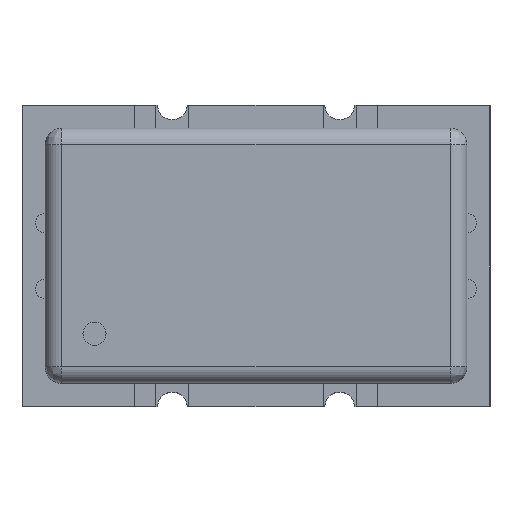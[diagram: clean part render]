
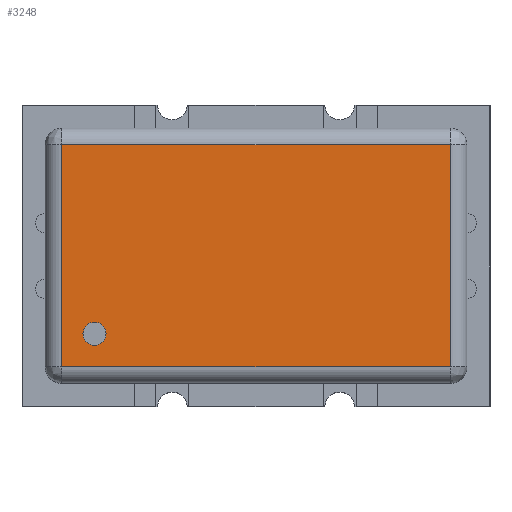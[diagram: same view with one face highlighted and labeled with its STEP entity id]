
A CAD part, top view. The second image highlights one B-rep face of the part: STEP entity #3248.
In plain terms, the highlighted planar face has unit normal (0, 0, 1).
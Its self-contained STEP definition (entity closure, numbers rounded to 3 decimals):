
#56 = VECTOR ( 'NONE', #4369, 1000. ) ;
#85 = CARTESIAN_POINT ( 'NONE',  ( 5.9, -5.37, 5.3 ) ) ;
#118 = EDGE_CURVE ( 'NONE', #6356, #5555, #2612, .T. ) ;
#156 = EDGE_CURVE ( 'NONE', #5555, #1663, #5366, .T. ) ;
#169 = ORIENTED_EDGE ( 'NONE', *, *, #3619, .T. ) ;
#297 = DIRECTION ( 'NONE',  ( 1., 0., 0. ) ) ;
#393 = CARTESIAN_POINT ( 'NONE',  ( -7.9, -3.37, 5.3 ) ) ;
#561 = EDGE_CURVE ( 'NONE', #1663, #613, #4937, .T. ) ;
#613 = VERTEX_POINT ( 'NONE', #2739 ) ;
#674 = EDGE_CURVE ( 'NONE', #613, #6356, #3921, .T. ) ;
#916 = CARTESIAN_POINT ( 'NONE',  ( 7.9, 3.37, 5.3 ) ) ;
#976 = FACE_BOUND ( 'NONE', #3042, .T. ) ;
#1081 = VECTOR ( 'NONE', #1245, 1000. ) ;
#1119 = VECTOR ( 'NONE', #4958, 1000. ) ;
#1245 = DIRECTION ( 'NONE',  ( -1., 0., 0. ) ) ;
#1354 = CARTESIAN_POINT ( 'NONE',  ( -4.9, -2.37, 5.3 ) ) ;
#1522 = CARTESIAN_POINT ( 'NONE',  ( 5.9, -3.37, 5.3 ) ) ;
#1660 = AXIS2_PLACEMENT_3D ( 'NONE', #1354, #4861, #1846 ) ;
#1663 = VERTEX_POINT ( 'NONE', #1522 ) ;
#1808 = CARTESIAN_POINT ( 'NONE',  ( -5.9, 3.37, 5.3 ) ) ;
#1846 = DIRECTION ( 'NONE',  ( 1., 0., 0. ) ) ;
#2305 = ORIENTED_EDGE ( 'NONE', *, *, #118, .F. ) ;
#2505 = CARTESIAN_POINT ( 'NONE',  ( -4.9, -2.37, 5.3 ) ) ;
#2555 = CARTESIAN_POINT ( 'NONE',  ( 5.9, 3.37, 5.3 ) ) ;
#2591 = DIRECTION ( 'NONE',  ( 0., -1., 0. ) ) ;
#2612 = LINE ( 'NONE', #916, #1119 ) ;
#2739 = CARTESIAN_POINT ( 'NONE',  ( -5.9, -3.37, 5.3 ) ) ;
#2842 = ORIENTED_EDGE ( 'NONE', *, *, #674, .F. ) ;
#2926 = CIRCLE ( 'NONE', #1660, 0.35 ) ;
#3001 = DIRECTION ( 'NONE',  ( 1., 0., 0. ) ) ;
#3042 = EDGE_LOOP ( 'NONE', ( #4074, #169 ) ) ;
#3248 = ADVANCED_FACE ( 'NONE', ( #976, #5171 ), #4306, .T. ) ;
#3293 = DIRECTION ( 'NONE',  ( 0., 0., 1. ) ) ;
#3355 = CARTESIAN_POINT ( 'NONE',  ( -5.9, 5.37, 5.3 ) ) ;
#3619 = EDGE_CURVE ( 'NONE', #4564, #5978, #6224, .T. ) ;
#3921 = LINE ( 'NONE', #3355, #56 ) ;
#3942 = EDGE_CURVE ( 'NONE', #5978, #4564, #2926, .T. ) ;
#4027 = AXIS2_PLACEMENT_3D ( 'NONE', #6304, #3293, #297 ) ;
#4074 = ORIENTED_EDGE ( 'NONE', *, *, #3942, .T. ) ;
#4306 = PLANE ( 'NONE',  #4027 ) ;
#4369 = DIRECTION ( 'NONE',  ( 0., 1., 0. ) ) ;
#4410 = ORIENTED_EDGE ( 'NONE', *, *, #561, .F. ) ;
#4448 = CARTESIAN_POINT ( 'NONE',  ( -5.25, -2.37, 5.3 ) ) ;
#4564 = VERTEX_POINT ( 'NONE', #4448 ) ;
#4760 = ORIENTED_EDGE ( 'NONE', *, *, #156, .F. ) ;
#4861 = DIRECTION ( 'NONE',  ( 0., 0., -1. ) ) ;
#4937 = LINE ( 'NONE', #393, #1081 ) ;
#4958 = DIRECTION ( 'NONE',  ( 1., 0., 0. ) ) ;
#5171 = FACE_OUTER_BOUND ( 'NONE', #5278, .T. ) ;
#5278 = EDGE_LOOP ( 'NONE', ( #4760, #2305, #2842, #4410 ) ) ;
#5309 = VECTOR ( 'NONE', #2591, 1000. ) ;
#5366 = LINE ( 'NONE', #85, #5309 ) ;
#5555 = VERTEX_POINT ( 'NONE', #2555 ) ;
#5822 = CARTESIAN_POINT ( 'NONE',  ( -4.55, -2.37, 5.3 ) ) ;
#5912 = AXIS2_PLACEMENT_3D ( 'NONE', #2505, #6013, #3001 ) ;
#5978 = VERTEX_POINT ( 'NONE', #5822 ) ;
#6013 = DIRECTION ( 'NONE',  ( 0., 0., -1. ) ) ;
#6224 = CIRCLE ( 'NONE', #5912, 0.35 ) ;
#6304 = CARTESIAN_POINT ( 'NONE',  ( 0., 0., 5.3 ) ) ;
#6356 = VERTEX_POINT ( 'NONE', #1808 ) ;
